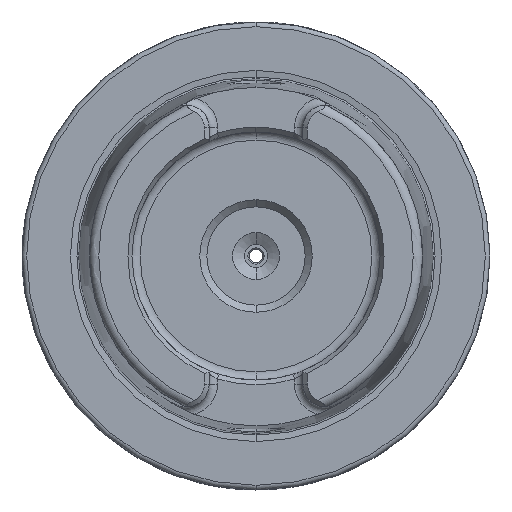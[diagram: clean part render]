
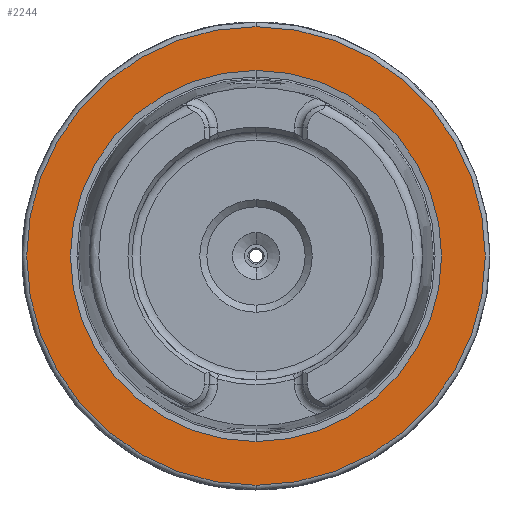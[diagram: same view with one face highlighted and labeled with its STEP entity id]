
A CAD part, left-side view. The second image highlights one B-rep face of the part: STEP entity #2244.
In plain terms, the highlighted planar face has unit normal (-1, 0, 0).
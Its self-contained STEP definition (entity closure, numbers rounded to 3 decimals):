
#252 = DIRECTION ( 'NONE',  ( 0., 0., 1. ) ) ;
#408 = EDGE_CURVE ( 'NONE', #1183, #4748, #5167, .T. ) ;
#921 = DIRECTION ( 'NONE',  ( 1., 0., 0. ) ) ;
#1006 = DIRECTION ( 'NONE',  ( 0., 0., -1. ) ) ;
#1035 = ORIENTED_EDGE ( 'NONE', *, *, #408, .F. ) ;
#1101 = EDGE_CURVE ( 'NONE', #2930, #2281, #2325, .T. ) ;
#1183 = VERTEX_POINT ( 'NONE', #3477 ) ;
#1350 = CARTESIAN_POINT ( 'NONE',  ( 0., 0., -49. ) ) ;
#1794 = DIRECTION ( 'NONE',  ( 0., 0., -1. ) ) ;
#1912 = EDGE_LOOP ( 'NONE', ( #3874, #1035 ) ) ;
#2011 = EDGE_LOOP ( 'NONE', ( #3244, #7550 ) ) ;
#2046 = EDGE_CURVE ( 'NONE', #4748, #1183, #2090, .T. ) ;
#2090 = CIRCLE ( 'NONE', #3943, 49. ) ;
#2244 = ADVANCED_FACE ( 'NONE', ( #7343, #4229 ), #5992, .T. ) ;
#2281 = VERTEX_POINT ( 'NONE', #6334 ) ;
#2325 = CIRCLE ( 'NONE', #2944, 39.647 ) ;
#2930 = VERTEX_POINT ( 'NONE', #4196 ) ;
#2944 = AXIS2_PLACEMENT_3D ( 'NONE', #7152, #7108, #3020 ) ;
#3020 = DIRECTION ( 'NONE',  ( 0., 0., -1. ) ) ;
#3244 = ORIENTED_EDGE ( 'NONE', *, *, #1101, .T. ) ;
#3321 = AXIS2_PLACEMENT_3D ( 'NONE', #6109, #5528, #252 ) ;
#3355 = AXIS2_PLACEMENT_3D ( 'NONE', #4268, #3724, #1794 ) ;
#3477 = CARTESIAN_POINT ( 'NONE',  ( 0., 0., 49. ) ) ;
#3614 = EDGE_CURVE ( 'NONE', #2281, #2930, #6682, .T. ) ;
#3724 = DIRECTION ( 'NONE',  ( 1., 0., 0. ) ) ;
#3813 = AXIS2_PLACEMENT_3D ( 'NONE', #3953, #921, #6376 ) ;
#3874 = ORIENTED_EDGE ( 'NONE', *, *, #2046, .F. ) ;
#3943 = AXIS2_PLACEMENT_3D ( 'NONE', #6233, #6881, #1006 ) ;
#3953 = CARTESIAN_POINT ( 'NONE',  ( 0., 0., 0. ) ) ;
#4196 = CARTESIAN_POINT ( 'NONE',  ( 0., 0., 39.647 ) ) ;
#4229 = FACE_OUTER_BOUND ( 'NONE', #1912, .T. ) ;
#4268 = CARTESIAN_POINT ( 'NONE',  ( 0., 0., 0. ) ) ;
#4748 = VERTEX_POINT ( 'NONE', #1350 ) ;
#5167 = CIRCLE ( 'NONE', #3813, 49. ) ;
#5528 = DIRECTION ( 'NONE',  ( -1., 0., 0. ) ) ;
#5992 = PLANE ( 'NONE',  #3321 ) ;
#6109 = CARTESIAN_POINT ( 'NONE',  ( 0., 39.647, 0. ) ) ;
#6233 = CARTESIAN_POINT ( 'NONE',  ( 0., 0., 0. ) ) ;
#6334 = CARTESIAN_POINT ( 'NONE',  ( 0., 0., -39.647 ) ) ;
#6376 = DIRECTION ( 'NONE',  ( 0., 0., -1. ) ) ;
#6682 = CIRCLE ( 'NONE', #3355, 39.647 ) ;
#6881 = DIRECTION ( 'NONE',  ( 1., 0., 0. ) ) ;
#7108 = DIRECTION ( 'NONE',  ( 1., 0., 0. ) ) ;
#7152 = CARTESIAN_POINT ( 'NONE',  ( 0., 0., 0. ) ) ;
#7343 = FACE_BOUND ( 'NONE', #2011, .T. ) ;
#7550 = ORIENTED_EDGE ( 'NONE', *, *, #3614, .T. ) ;
